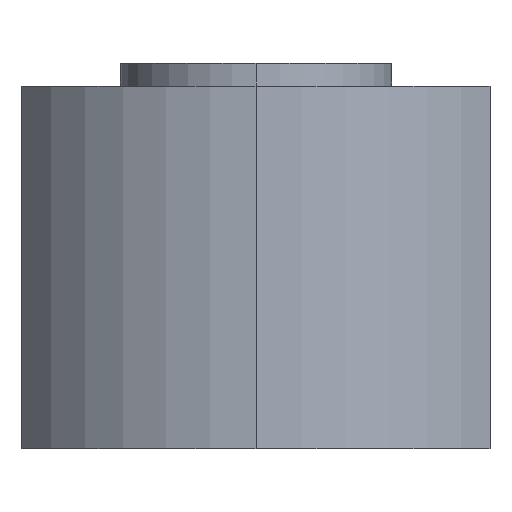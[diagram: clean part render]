
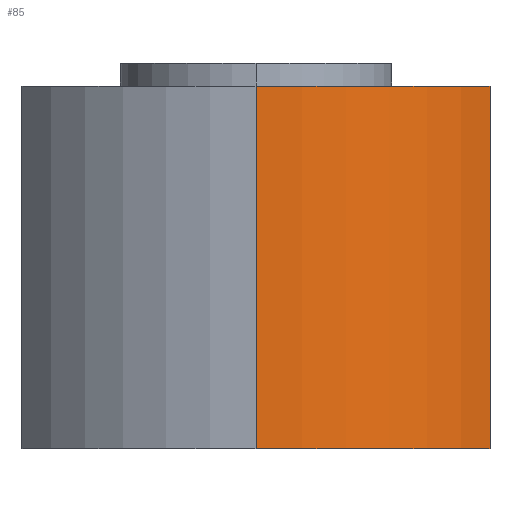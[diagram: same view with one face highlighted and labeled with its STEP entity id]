
A CAD part, left-side view. The second image highlights one B-rep face of the part: STEP entity #85.
In plain terms, the highlighted cylindrical face has radius 62.224 mm (diameter 124.447 mm), a partial arc.
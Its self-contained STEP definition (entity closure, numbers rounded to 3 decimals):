
#14 = ORIENTED_EDGE ( 'NONE', *, *, #572, .T. ) ;
#19 = CIRCLE ( 'NONE', #673, 62.224 ) ;
#26 = CARTESIAN_POINT ( 'NONE',  ( -305., 0., 80. ) ) ;
#56 = ORIENTED_EDGE ( 'NONE', *, *, #134, .F. ) ;
#58 = VERTEX_POINT ( 'NONE', #239 ) ;
#83 = CARTESIAN_POINT ( 'NONE',  ( -339.702, -51.649, 0. ) ) ;
#85 = ADVANCED_FACE ( 'NONE', ( #522 ), #778, .T. ) ;
#100 = DIRECTION ( 'NONE',  ( 0., 0., 1. ) ) ;
#119 = CARTESIAN_POINT ( 'NONE',  ( -367.224, 0., 80. ) ) ;
#134 = EDGE_CURVE ( 'NONE', #58, #151, #757, .T. ) ;
#151 = VERTEX_POINT ( 'NONE', #677 ) ;
#171 = CARTESIAN_POINT ( 'NONE',  ( -339.702, -51.649, 80. ) ) ;
#176 = LINE ( 'NONE', #171, #310 ) ;
#205 = AXIS2_PLACEMENT_3D ( 'NONE', #726, #610, #365 ) ;
#214 = DIRECTION ( 'NONE',  ( 1., 0., 0. ) ) ;
#239 = CARTESIAN_POINT ( 'NONE',  ( -367.224, 0., 80. ) ) ;
#297 = LINE ( 'NONE', #119, #618 ) ;
#310 = VECTOR ( 'NONE', #584, 1000. ) ;
#333 = AXIS2_PLACEMENT_3D ( 'NONE', #26, #419, #482 ) ;
#343 = VERTEX_POINT ( 'NONE', #773 ) ;
#365 = DIRECTION ( 'NONE',  ( -1., 0., 0. ) ) ;
#419 = DIRECTION ( 'NONE',  ( 0., 0., 1. ) ) ;
#444 = EDGE_CURVE ( 'NONE', #343, #702, #19, .T. ) ;
#482 = DIRECTION ( 'NONE',  ( 1., 0., 0. ) ) ;
#497 = EDGE_CURVE ( 'NONE', #151, #702, #176, .T. ) ;
#522 = FACE_OUTER_BOUND ( 'NONE', #581, .T. ) ;
#572 = EDGE_CURVE ( 'NONE', #58, #343, #297, .T. ) ;
#581 = EDGE_LOOP ( 'NONE', ( #56, #14, #697, #659 ) ) ;
#584 = DIRECTION ( 'NONE',  ( 0., 0., -1. ) ) ;
#610 = DIRECTION ( 'NONE',  ( 0., 0., -1. ) ) ;
#618 = VECTOR ( 'NONE', #705, 1000. ) ;
#659 = ORIENTED_EDGE ( 'NONE', *, *, #497, .F. ) ;
#673 = AXIS2_PLACEMENT_3D ( 'NONE', #765, #100, #214 ) ;
#677 = CARTESIAN_POINT ( 'NONE',  ( -339.702, -51.649, 80. ) ) ;
#697 = ORIENTED_EDGE ( 'NONE', *, *, #444, .T. ) ;
#702 = VERTEX_POINT ( 'NONE', #83 ) ;
#705 = DIRECTION ( 'NONE',  ( 0., 0., -1. ) ) ;
#726 = CARTESIAN_POINT ( 'NONE',  ( -305., 0., 80. ) ) ;
#757 = CIRCLE ( 'NONE', #333, 62.224 ) ;
#765 = CARTESIAN_POINT ( 'NONE',  ( -305., 0., 0. ) ) ;
#773 = CARTESIAN_POINT ( 'NONE',  ( -367.224, 0., 0. ) ) ;
#778 = CYLINDRICAL_SURFACE ( 'NONE', #205, 62.224 ) ;
